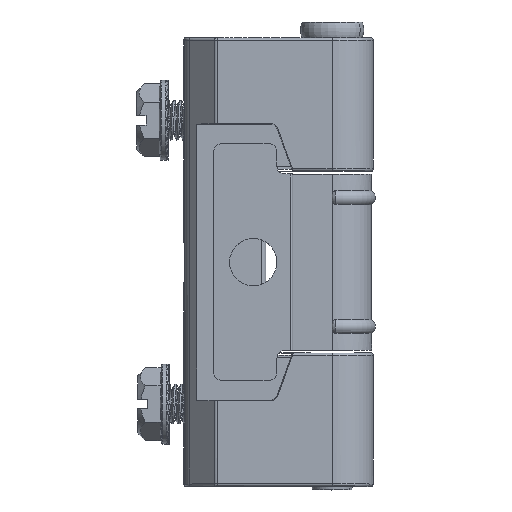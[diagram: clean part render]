
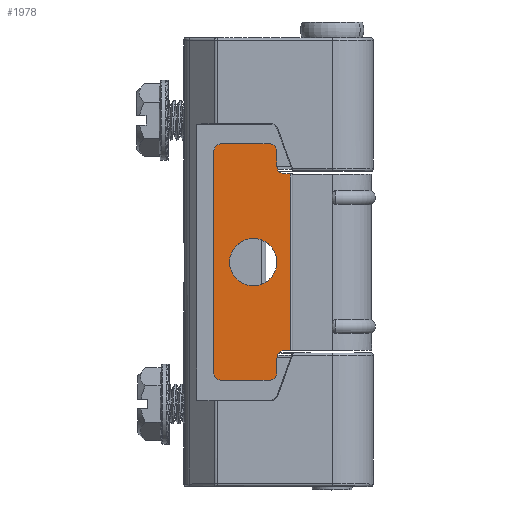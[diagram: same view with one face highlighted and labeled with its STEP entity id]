
A CAD part, top view. The second image highlights one B-rep face of the part: STEP entity #1978.
In plain terms, the highlighted planar face has unit normal (0, 0, 1).
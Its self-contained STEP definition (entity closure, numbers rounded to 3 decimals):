
#116 = EDGE_CURVE ( 'NONE', #16441, #16669, #6128, .T. ) ;
#253 = DIRECTION ( 'NONE',  ( 0., 0., 1. ) ) ;
#305 = CARTESIAN_POINT ( 'NONE',  ( -5., 11.175, 5.5 ) ) ;
#362 = VERTEX_POINT ( 'NONE', #10282 ) ;
#390 = CARTESIAN_POINT ( 'NONE',  ( -7., -15., 5.5 ) ) ;
#499 = AXIS2_PLACEMENT_3D ( 'NONE', #3786, #1107, #15122 ) ;
#520 = VERTEX_POINT ( 'NONE', #9277 ) ;
#786 = VERTEX_POINT ( 'NONE', #8780 ) ;
#833 = CARTESIAN_POINT ( 'NONE',  ( -6., 12.175, 5.5 ) ) ;
#842 = VECTOR ( 'NONE', #4517, 1000. ) ;
#933 = AXIS2_PLACEMENT_3D ( 'NONE', #7706, #5928, #11773 ) ;
#1107 = DIRECTION ( 'NONE',  ( 0., 0., 1. ) ) ;
#1137 = AXIS2_PLACEMENT_3D ( 'NONE', #12169, #16428, #17803 ) ;
#1154 = ORIENTED_EDGE ( 'NONE', *, *, #8094, .T. ) ;
#1170 = ORIENTED_EDGE ( 'NONE', *, *, #16859, .F. ) ;
#1230 = CARTESIAN_POINT ( 'NONE',  ( -15., -15., 5.5 ) ) ;
#1599 = CARTESIAN_POINT ( 'NONE',  ( -7., 15., 5.5 ) ) ;
#1687 = CARTESIAN_POINT ( 'NONE',  ( -7., -12.175, 5.5 ) ) ;
#1978 = ADVANCED_FACE ( 'NONE', ( #8171, #5276 ), #6487, .F. ) ;
#2337 = ORIENTED_EDGE ( 'NONE', *, *, #8112, .T. ) ;
#2593 = AXIS2_PLACEMENT_3D ( 'NONE', #11662, #253, #11569 ) ;
#2661 = EDGE_CURVE ( 'NONE', #10530, #10580, #15792, .T. ) ;
#2718 = CARTESIAN_POINT ( 'NONE',  ( -10., 3., 5.5 ) ) ;
#2784 = CARTESIAN_POINT ( 'NONE',  ( -14., -15., 5.5 ) ) ;
#2960 = DIRECTION ( 'NONE',  ( -1., 0., 0. ) ) ;
#3234 = EDGE_CURVE ( 'NONE', #9352, #14922, #9787, .T. ) ;
#3734 = EDGE_CURVE ( 'NONE', #15273, #14922, #3901, .T. ) ;
#3786 = CARTESIAN_POINT ( 'NONE',  ( -8., 14., 5.5 ) ) ;
#3817 = VECTOR ( 'NONE', #10119, 1000. ) ;
#3901 = LINE ( 'NONE', #1230, #9484 ) ;
#4015 = CARTESIAN_POINT ( 'NONE',  ( -8., 15., 5.5 ) ) ;
#4138 = LINE ( 'NONE', #15650, #8355 ) ;
#4320 = CARTESIAN_POINT ( 'NONE',  ( -10., 0., 5.5 ) ) ;
#4376 = LINE ( 'NONE', #1599, #18027 ) ;
#4517 = DIRECTION ( 'NONE',  ( -1., 0., 0. ) ) ;
#5005 = DIRECTION ( 'NONE',  ( 0., 1., 0. ) ) ;
#5233 = ORIENTED_EDGE ( 'NONE', *, *, #6167, .T. ) ;
#5276 = FACE_OUTER_BOUND ( 'NONE', #11661, .T. ) ;
#5427 = DIRECTION ( 'NONE',  ( 0., 1., 0. ) ) ;
#5505 = DIRECTION ( 'NONE',  ( 0., -1., 0. ) ) ;
#5539 = LINE ( 'NONE', #9922, #10429 ) ;
#5638 = CARTESIAN_POINT ( 'NONE',  ( -15., 14., 5.5 ) ) ;
#5667 = CARTESIAN_POINT ( 'NONE',  ( -7., -14., 5.5 ) ) ;
#5713 = ORIENTED_EDGE ( 'NONE', *, *, #12855, .T. ) ;
#5908 = CARTESIAN_POINT ( 'NONE',  ( -6., -15., 5.5 ) ) ;
#5928 = DIRECTION ( 'NONE',  ( 0., 0., -1. ) ) ;
#5967 = EDGE_CURVE ( 'NONE', #12051, #10778, #9538, .T. ) ;
#6107 = ORIENTED_EDGE ( 'NONE', *, *, #13795, .F. ) ;
#6128 = CIRCLE ( 'NONE', #10883, 3. ) ;
#6167 = EDGE_CURVE ( 'NONE', #6352, #10530, #4138, .T. ) ;
#6199 = DIRECTION ( 'NONE',  ( 0., 0., 1. ) ) ;
#6208 = EDGE_CURVE ( 'NONE', #6352, #10778, #5539, .T. ) ;
#6352 = VERTEX_POINT ( 'NONE', #16112 ) ;
#6487 = PLANE ( 'NONE',  #1137 ) ;
#6620 = CARTESIAN_POINT ( 'NONE',  ( -6., 11.175, 5.5 ) ) ;
#6625 = VERTEX_POINT ( 'NONE', #4015 ) ;
#6939 = LINE ( 'NONE', #5908, #842 ) ;
#7608 = ORIENTED_EDGE ( 'NONE', *, *, #3234, .T. ) ;
#7632 = ORIENTED_EDGE ( 'NONE', *, *, #2661, .T. ) ;
#7706 = CARTESIAN_POINT ( 'NONE',  ( -6., -12.175, 5.5 ) ) ;
#7980 = VECTOR ( 'NONE', #11700, 1000. ) ;
#8094 = EDGE_CURVE ( 'NONE', #786, #6625, #12068, .T. ) ;
#8102 = CARTESIAN_POINT ( 'NONE',  ( -10., -3., 5.5 ) ) ;
#8112 = EDGE_CURVE ( 'NONE', #10580, #520, #9405, .T. ) ;
#8171 = FACE_BOUND ( 'NONE', #12033, .T. ) ;
#8355 = VECTOR ( 'NONE', #10007, 1000. ) ;
#8780 = CARTESIAN_POINT ( 'NONE',  ( -7., 14., 5.5 ) ) ;
#8974 = CARTESIAN_POINT ( 'NONE',  ( -15., -14., 5.5 ) ) ;
#9231 = ORIENTED_EDGE ( 'NONE', *, *, #13778, .T. ) ;
#9277 = CARTESIAN_POINT ( 'NONE',  ( -7., 12.175, 5.5 ) ) ;
#9352 = VERTEX_POINT ( 'NONE', #15160 ) ;
#9405 = CIRCLE ( 'NONE', #11157, 1. ) ;
#9422 = CIRCLE ( 'NONE', #12119, 3. ) ;
#9484 = VECTOR ( 'NONE', #12468, 1000. ) ;
#9538 = CIRCLE ( 'NONE', #933, 1. ) ;
#9655 = ORIENTED_EDGE ( 'NONE', *, *, #116, .T. ) ;
#9787 = CIRCLE ( 'NONE', #14799, 1. ) ;
#9922 = CARTESIAN_POINT ( 'NONE',  ( -5., -11.175, 5.5 ) ) ;
#10007 = DIRECTION ( 'NONE',  ( 0., 1., 0. ) ) ;
#10038 = DIRECTION ( 'NONE',  ( 0., 1., 0. ) ) ;
#10093 = CARTESIAN_POINT ( 'NONE',  ( -5.3, 11.175, 5.5 ) ) ;
#10119 = DIRECTION ( 'NONE',  ( 1., 0., 0. ) ) ;
#10282 = CARTESIAN_POINT ( 'NONE',  ( -8., -15., 5.5 ) ) ;
#10429 = VECTOR ( 'NONE', #11208, 1000. ) ;
#10530 = VERTEX_POINT ( 'NONE', #10093 ) ;
#10580 = VERTEX_POINT ( 'NONE', #6620 ) ;
#10729 = CARTESIAN_POINT ( 'NONE',  ( -6., 15., 5.5 ) ) ;
#10778 = VERTEX_POINT ( 'NONE', #15251 ) ;
#10883 = AXIS2_PLACEMENT_3D ( 'NONE', #14658, #13280, #10038 ) ;
#11016 = ORIENTED_EDGE ( 'NONE', *, *, #6208, .F. ) ;
#11109 = ORIENTED_EDGE ( 'NONE', *, *, #3734, .F. ) ;
#11157 = AXIS2_PLACEMENT_3D ( 'NONE', #833, #13744, #5005 ) ;
#11208 = DIRECTION ( 'NONE',  ( -1., 0., 0. ) ) ;
#11569 = DIRECTION ( 'NONE',  ( 0., 1., 0. ) ) ;
#11661 = EDGE_LOOP ( 'NONE', ( #11109, #5713, #6107, #14589, #1170, #12926, #11016, #5233, #7632, #2337, #17865, #1154, #15208, #7608 ) ) ;
#11662 = CARTESIAN_POINT ( 'NONE',  ( -14., -14., 5.5 ) ) ;
#11700 = DIRECTION ( 'NONE',  ( 0., -1., 0. ) ) ;
#11773 = DIRECTION ( 'NONE',  ( 0., 1., 0. ) ) ;
#11917 = EDGE_CURVE ( 'NONE', #362, #17098, #15141, .T. ) ;
#11966 = CARTESIAN_POINT ( 'NONE',  ( -14., 14., 5.5 ) ) ;
#12033 = EDGE_LOOP ( 'NONE', ( #9655, #9231 ) ) ;
#12051 = VERTEX_POINT ( 'NONE', #1687 ) ;
#12068 = CIRCLE ( 'NONE', #499, 1. ) ;
#12119 = AXIS2_PLACEMENT_3D ( 'NONE', #4320, #15483, #14085 ) ;
#12169 = CARTESIAN_POINT ( 'NONE',  ( -15., -15., 5.5 ) ) ;
#12188 = AXIS2_PLACEMENT_3D ( 'NONE', #18203, #16938, #5427 ) ;
#12404 = CIRCLE ( 'NONE', #2593, 1. ) ;
#12468 = DIRECTION ( 'NONE',  ( 0., 1., 0. ) ) ;
#12855 = EDGE_CURVE ( 'NONE', #15273, #13354, #12404, .T. ) ;
#12926 = ORIENTED_EDGE ( 'NONE', *, *, #5967, .T. ) ;
#13095 = DIRECTION ( 'NONE',  ( 0., 1., 0. ) ) ;
#13280 = DIRECTION ( 'NONE',  ( 0., 0., -1. ) ) ;
#13354 = VERTEX_POINT ( 'NONE', #2784 ) ;
#13744 = DIRECTION ( 'NONE',  ( 0., 0., -1. ) ) ;
#13778 = EDGE_CURVE ( 'NONE', #16669, #16441, #9422, .T. ) ;
#13795 = EDGE_CURVE ( 'NONE', #362, #13354, #6939, .T. ) ;
#14085 = DIRECTION ( 'NONE',  ( 0., 1., 0. ) ) ;
#14589 = ORIENTED_EDGE ( 'NONE', *, *, #11917, .T. ) ;
#14658 = CARTESIAN_POINT ( 'NONE',  ( -10., 0., 5.5 ) ) ;
#14782 = VECTOR ( 'NONE', #2960, 1000. ) ;
#14799 = AXIS2_PLACEMENT_3D ( 'NONE', #11966, #6199, #13095 ) ;
#14922 = VERTEX_POINT ( 'NONE', #5638 ) ;
#15122 = DIRECTION ( 'NONE',  ( 0., 1., 0. ) ) ;
#15141 = CIRCLE ( 'NONE', #12188, 1. ) ;
#15160 = CARTESIAN_POINT ( 'NONE',  ( -14., 15., 5.5 ) ) ;
#15208 = ORIENTED_EDGE ( 'NONE', *, *, #17533, .F. ) ;
#15251 = CARTESIAN_POINT ( 'NONE',  ( -6., -11.175, 5.5 ) ) ;
#15273 = VERTEX_POINT ( 'NONE', #8974 ) ;
#15483 = DIRECTION ( 'NONE',  ( 0., 0., -1. ) ) ;
#15650 = CARTESIAN_POINT ( 'NONE',  ( -5.3, 11.175, 5.5 ) ) ;
#15792 = LINE ( 'NONE', #305, #14782 ) ;
#16112 = CARTESIAN_POINT ( 'NONE',  ( -5.3, -11.175, 5.5 ) ) ;
#16283 = LINE ( 'NONE', #10729, #3817 ) ;
#16428 = DIRECTION ( 'NONE',  ( 0., 0., -1. ) ) ;
#16441 = VERTEX_POINT ( 'NONE', #2718 ) ;
#16467 = EDGE_CURVE ( 'NONE', #786, #520, #4376, .T. ) ;
#16669 = VERTEX_POINT ( 'NONE', #8102 ) ;
#16859 = EDGE_CURVE ( 'NONE', #12051, #17098, #17263, .T. ) ;
#16938 = DIRECTION ( 'NONE',  ( 0., 0., 1. ) ) ;
#17098 = VERTEX_POINT ( 'NONE', #5667 ) ;
#17263 = LINE ( 'NONE', #390, #7980 ) ;
#17533 = EDGE_CURVE ( 'NONE', #9352, #6625, #16283, .T. ) ;
#17803 = DIRECTION ( 'NONE',  ( 0., 1., 0. ) ) ;
#17865 = ORIENTED_EDGE ( 'NONE', *, *, #16467, .F. ) ;
#18027 = VECTOR ( 'NONE', #5505, 1000. ) ;
#18203 = CARTESIAN_POINT ( 'NONE',  ( -8., -14., 5.5 ) ) ;
